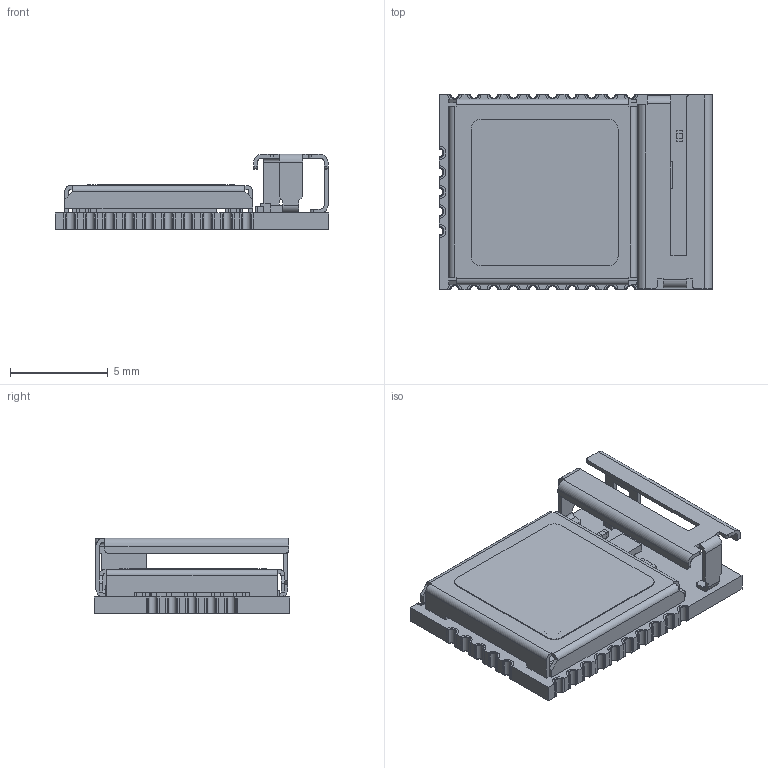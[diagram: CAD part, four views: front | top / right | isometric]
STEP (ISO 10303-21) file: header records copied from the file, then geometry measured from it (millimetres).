
FILE_DESCRIPTION(('STEP AP214'),'1');
FILE_NAME('LILY-W132 Rev B.step','2016-03-14T14:20:22',(' '),(' '),'Spatial InterOp 3D',' ',' ');
FILE_SCHEMA(('automotive_design'));
Length unit declared in the file: metre
Products named in the file (63): PCB; 14.0x10.0 PCB; Row 13; Castilation; Castilations plating; Row 5; LILY Module; Shield box; Part49; Shieldbox; C 0201; Part83; Antenna; L 0201; LILY Antenna Rev D; 88W8801 6x6mm; Part57; Wifi Electrical Components; 2x1.6 Crystal TG - 5006CJ; X2; Crystal; C0402; R 0201; BPF; pins; Z; LILY-Wxxx Label
Assembly tree (96 placements, depth 5):
  LILY Module
    14.0x10.0 PCB
      PCB
        PCB
      Castilations plating
        Row 13
          Castilation  x10
        Row 13
          Castilation
          Castilation
          Castilation
          Castilation
          Castilation
          Castilation
          Castilation
          Castilation
          Castilation
          Castilation
        Row 5
          Castilation  x5
    Shieldbox
      Shield box
        Part49
    Antenna
      C 0201
        Part83
        Part83
        Part83
      L 0201
        Part83
        Part83
        Part83
      C 0201
        Part83
        Part83
        Part83
      LILY Antenna Rev D
    Wifi Electrical Components
      88W8801 6x6mm
        Part57
      Crystal
        2x1.6 Crystal TG - 5006CJ
          X2
      C 0201  x17
        Part83
        Part83
        Part83
      C0402  x4
        Part83
        Part83
        Part83
      R 0201  x3
        Part83
        Part83
        Part83
      BPF
        pins
        Z
      L 0201
        Part83
Bounding box: 14 x 10 x 3.85 mm (x, y, z)
Volume: 194.9 mm3; surface area: 1047.8 mm2
Topology: 121 solids, 121 shells, 1077 faces, 2400 edges, 1578 vertices
Faces by surface type: plane 942, cylinder 131, torus 4
Full cylindrical faces by diameter (mm): 0.8 x1
Entity records: 22574 total; most frequent: DIRECTION 2945, CARTESIAN_POINT 2936, ORIENTED_EDGE 2714, EDGE_CURVE 1357, LINE 1143, VECTOR 1143, AXIS2_PLACEMENT_3D 901, VERTEX_POINT 892
